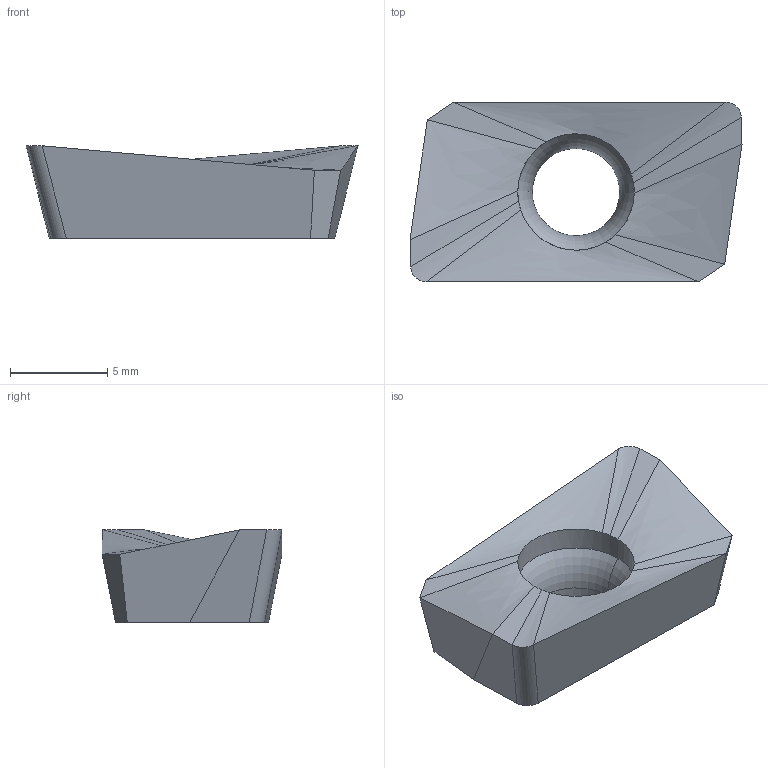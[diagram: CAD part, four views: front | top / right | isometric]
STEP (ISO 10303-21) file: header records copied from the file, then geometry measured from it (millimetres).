
FILE_DESCRIPTION((''),'2;1');
FILE_NAME('APMT1604PDER-M2','2014-11-12T',('tsakamot'),('PTC Japan'),'PRO/ENGINEER BY PARAMETRIC TECHNOLOGY CORPORATION, 2011180','PRO/ENGINEER BY PARAMETRIC TECHNOLOGY CORPORATION, 2011180','');
FILE_SCHEMA(('AUTOMOTIVE_DESIGN { 1 0 10303 214 1 1 1 1 }'));
Length unit declared in the file: millimetre
Products named in the file (1): APMT1604PDER-M2
Bounding box: 17.11 x 9.26 x 4.76 mm (x, y, z)
Volume: 427 mm3; surface area: 475.6 mm2
Topology: 1 solids, 1 shells, 27 faces, 62 edges, 36 vertices
Faces by surface type: bspline 10, plane 9, cylinder 4, extrusion 2, torus 2
Entity records: 1282 total; most frequent: CARTESIAN_POINT 416, ORIENTED_EDGE 124, DIRECTION 120, PRESENTATION_STYLE_ASSIGNMENT 64, STYLED_ITEM 64, CURVE_STYLE 63, EDGE_CURVE 62, VECTOR 42
